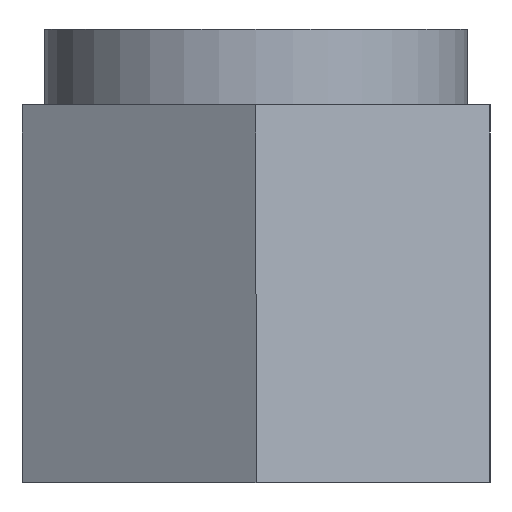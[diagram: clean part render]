
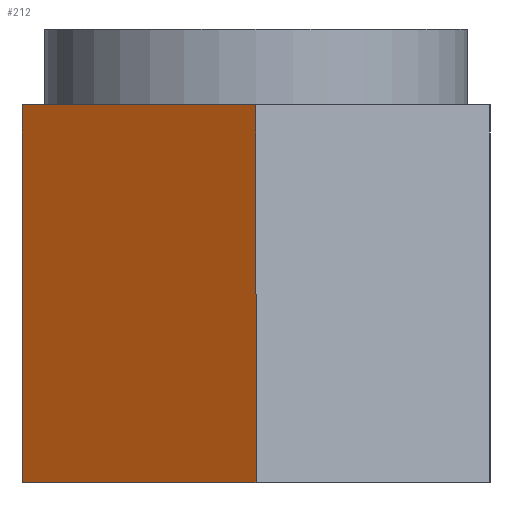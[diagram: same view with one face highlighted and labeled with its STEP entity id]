
A CAD part, front view. The second image highlights one B-rep face of the part: STEP entity #212.
In plain terms, the highlighted planar face has unit normal (-0.5, -0.866, 0).
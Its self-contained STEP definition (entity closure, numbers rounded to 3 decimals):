
#173=CARTESIAN_POINT('',(-3.935,-2.272,0.0));
#174=DIRECTION('',(-0.5,-0.866,0.0));
#175=DIRECTION('',(0.866,-0.5,0.0));
#176=AXIS2_PLACEMENT_3D('',#173,#174,#175);
#177=PLANE('',#176);
#178=CARTESIAN_POINT('',(0.,-4.544,0.0));
#179=VERTEX_POINT('',#178);
#180=CARTESIAN_POINT('',(-3.935,-2.272,0.0));
#181=VERTEX_POINT('',#180);
#182=CARTESIAN_POINT('',(0.,-4.544,0.0));
#183=DIRECTION('',(-0.866,0.5,0.0));
#184=VECTOR('',#183,4.544);
#185=LINE('',#182,#184);
#186=EDGE_CURVE('',#179,#181,#185,.T.);
#187=ORIENTED_EDGE('',*,*,#186,.F.);
#188=CARTESIAN_POINT('',(0.,-4.544,6.35));
#189=VERTEX_POINT('',#188);
#190=CARTESIAN_POINT('',(0.,-4.544,0.0));
#191=DIRECTION('',(0.0,0.0,1.0));
#192=VECTOR('',#191,6.35);
#193=LINE('',#190,#192);
#194=EDGE_CURVE('',#179,#189,#193,.T.);
#195=ORIENTED_EDGE('',*,*,#194,.T.);
#196=CARTESIAN_POINT('',(-3.935,-2.272,6.35));
#197=VERTEX_POINT('',#196);
#198=CARTESIAN_POINT('',(-3.935,-2.272,6.35));
#199=DIRECTION('',(0.866,-0.5,0.0));
#200=VECTOR('',#199,4.544);
#201=LINE('',#198,#200);
#202=EDGE_CURVE('',#197,#189,#201,.T.);
#203=ORIENTED_EDGE('',*,*,#202,.F.);
#204=CARTESIAN_POINT('',(-3.935,-2.272,0.0));
#205=DIRECTION('',(0.0,0.0,1.0));
#206=VECTOR('',#205,6.35);
#207=LINE('',#204,#206);
#208=EDGE_CURVE('',#181,#197,#207,.T.);
#209=ORIENTED_EDGE('',*,*,#208,.F.);
#210=EDGE_LOOP('',(#187,#195,#203,#209));
#211=FACE_OUTER_BOUND('',#210,.T.);
#212=ADVANCED_FACE('',(#211),#177,.T.);
